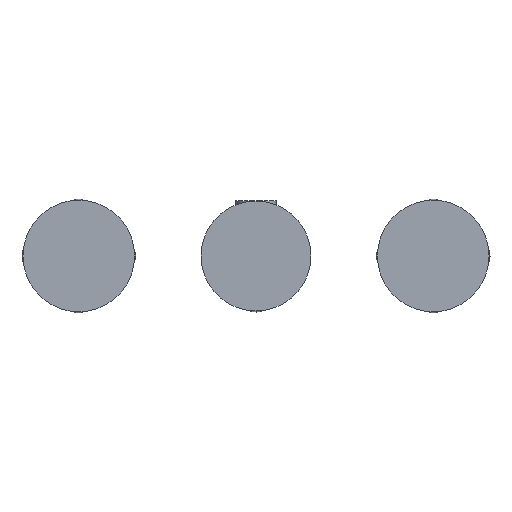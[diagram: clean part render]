
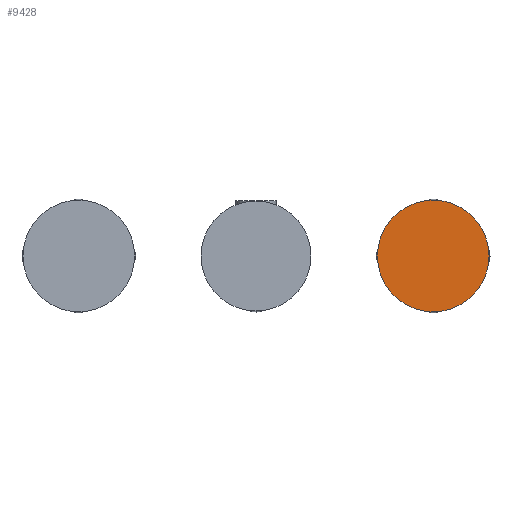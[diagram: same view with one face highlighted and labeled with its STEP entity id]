
A CAD part, front view. The second image highlights one B-rep face of the part: STEP entity #9428.
In plain terms, the highlighted planar face has unit normal (0, -1, 0).
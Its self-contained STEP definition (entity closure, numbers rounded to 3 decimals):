
#2132=CARTESIAN_POINT('',(200.,28.2,0.));
#2133=DIRECTION('',(0.,1.,0.));
#2134=DIRECTION('',(1.,0.,0.));
#2135=AXIS2_PLACEMENT_3D('',#2132,#2133,#2134);
#2137=CARTESIAN_POINT('',(200.,28.2,0.));
#2138=DIRECTION('',(0.,-1.,0.));
#2139=DIRECTION('',(1.,0.,0.));
#2140=AXIS2_PLACEMENT_3D('',#2137,#2138,#2139);
#6227=CARTESIAN_POINT('',(231.5,28.2,0.));
#6229=VERTEX_POINT('',#6227);
#6231=CARTESIAN_POINT('',(168.5,28.2,0.));
#6233=VERTEX_POINT('',#6231);
#9419=CARTESIAN_POINT('',(200.,28.2,0.));
#9420=DIRECTION('',(0.,-1.,0.));
#9421=DIRECTION('',(-1.,0.,0.));
#9422=AXIS2_PLACEMENT_3D('',#9419,#9420,#9421);
#9423=PLANE('',#9422);
#9424=ORIENTED_EDGE('',*,*,#9387,.T.);
#9425=ORIENTED_EDGE('',*,*,#9405,.F.);
#9426=EDGE_LOOP('',(#9424,#9425));
#9427=FACE_OUTER_BOUND('',#9426,.F.);
#9428=ADVANCED_FACE('',(#9427),#9423,.T.);
#2136=CIRCLE('',#2135,31.5);
#2141=CIRCLE('',#2140,31.5);
#9387=EDGE_CURVE('',#6229,#6233,#2136,.T.);
#9405=EDGE_CURVE('',#6229,#6233,#2141,.T.);
